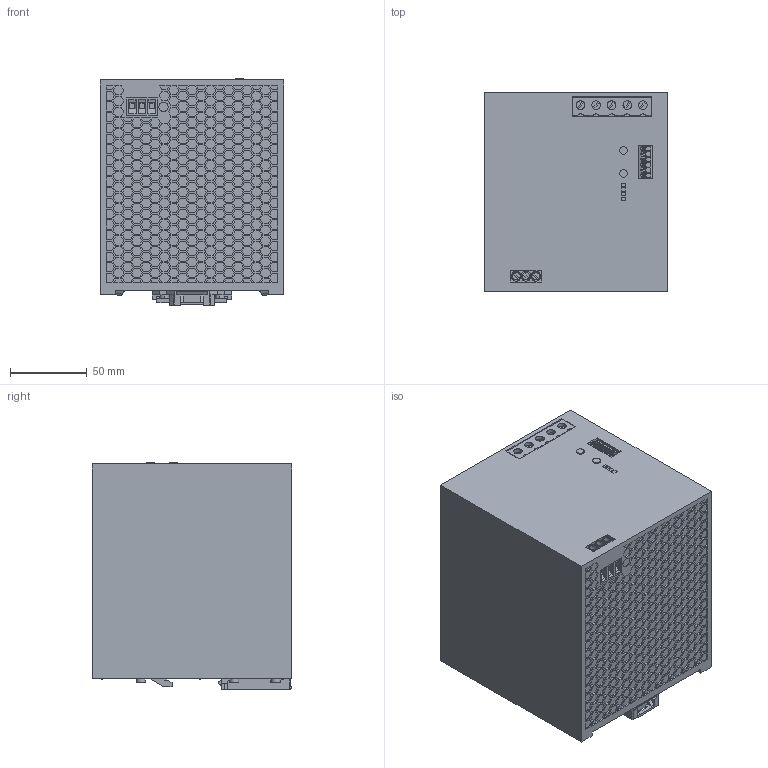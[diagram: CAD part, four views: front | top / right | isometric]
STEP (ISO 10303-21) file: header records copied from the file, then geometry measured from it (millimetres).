
FILE_DESCRIPTION(('Creo Elements/Direct Modeling STEP Export'),'2;1');
FILE_NAME('model.stp','2020-08-18T16:04:56',(''),(''),'Creo Elements/Direct Modeling STEP processor for AP214 (Solid Model)','Creo Elements/Direct Modeling 20.1A 29-Sep-2018 (C) Parametric Technology GmbH','');
FILE_SCHEMA(('AUTOMOTIVE_DESIGN { 1 0 10303 214 1 1 1 1 }'));
Products named in the file (2): QUINT4_PS_1AC_24DC_40-select
Assembly tree (1 placements, depth 2):
  QUINT4_PS_1AC_24DC_40-select
    QUINT4_PS_1AC_24DC_40-select
Bounding box: 120 x 130 x 147.55 mm (x, y, z)
Volume: 2151883.8 mm3; surface area: 121658.9 mm2
Topology: 1 solids, 1 shells, 5283 faces, 13629 edges, 9071 vertices
Faces by surface type: plane 5124, cylinder 147, extrusion 12
Entity records: 199632 total; most frequent: CARTESIAN_POINT 28082, ORIENTED_EDGE 27258, DIRECTION 24350, EDGE_CURVE 13629, VECTOR 13246, LINE 13234, VERTEX_POINT 9071, EDGE_LOOP 6010
